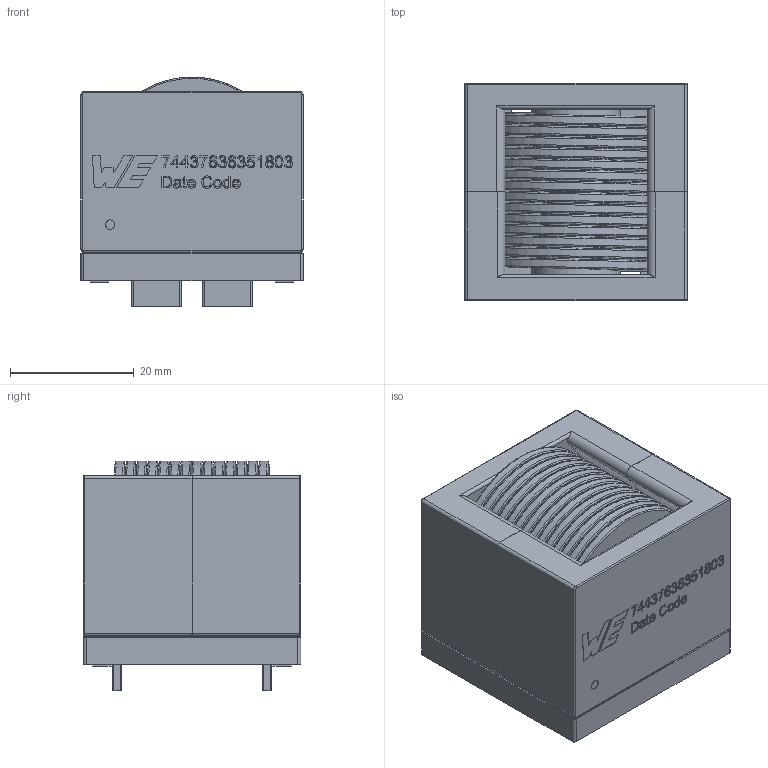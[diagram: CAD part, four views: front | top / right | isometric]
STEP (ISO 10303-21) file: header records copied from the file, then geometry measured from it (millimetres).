
FILE_DESCRIPTION(/* description */ ('Unknown'),/* implementation_level */ '2;1');
FILE_NAME(/* name */ '74437636351803',/* time_stamp */ '2024-08-19T10:39:33+08:00',/* author */ ('Unknown'),/* organization */ ('Unknown'),/* preprocessor_version */ 'ST-DEVELOPER v19.4',/* originating_system */ 'Solid Edge',/* authorisation */ 'Unknown');
FILE_SCHEMA (('AUTOMOTIVE_DESIGN {1 0 10303 214 3 1 1}'));
Products named in the file (6): 74437636351803; Base; Coil_1803_2702_1.5; Core_B; Core_F; Glue
Assembly tree (5 placements, depth 2):
  74437636351803
    Base
    Coil_1803_2702_1.5
    Core_B
    Core_F
    Glue
Bounding box: 36 x 35.2 x 37.2 mm (x, y, z)
Volume: 34549.9 mm3; surface area: 33322.1 mm2
Topology: 5 solids, 5 shells, 504 faces, 1311 edges, 858 vertices
Faces by surface type: plane 242, bspline 152, cylinder 102, torus 8
Full cylindrical faces by diameter (mm): 1.517 x1, 14.4 x2
Entity records: 69128 total; most frequent: CARTESIAN_POINT 55609, ORIENTED_EDGE 2598, DIRECTION 1639, EDGE_CURVE 1299, VERTEX_POINT 858, EDGE_LOOP 587, FACE_BOUND 587, AXIS2_PLACEMENT_3D 548
